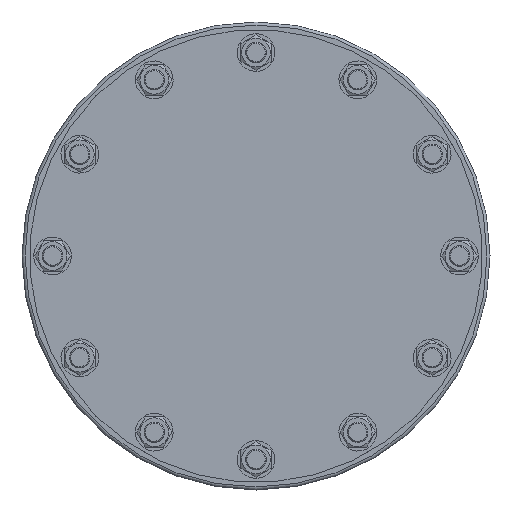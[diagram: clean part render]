
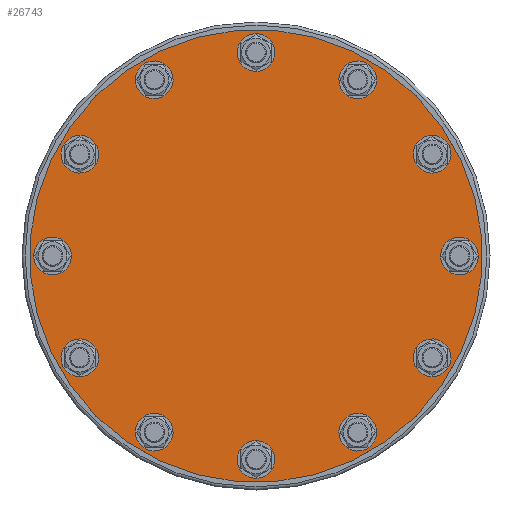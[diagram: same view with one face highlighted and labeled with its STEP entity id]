
A CAD part, left-side view. The second image highlights one B-rep face of the part: STEP entity #26743.
In plain terms, the highlighted planar face has unit normal (-1, 0, 0).
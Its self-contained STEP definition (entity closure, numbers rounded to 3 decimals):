
#8124=PLANE('',#28103);
#8376=FACE_BOUND('',#11397,.T.);
#8377=FACE_BOUND('',#11398,.T.);
#8378=FACE_BOUND('',#11399,.T.);
#8379=FACE_BOUND('',#11400,.T.);
#8380=FACE_BOUND('',#11401,.T.);
#8381=FACE_BOUND('',#11402,.T.);
#8382=FACE_BOUND('',#11403,.T.);
#8383=FACE_BOUND('',#11404,.T.);
#8384=FACE_BOUND('',#11405,.T.);
#8385=FACE_BOUND('',#11406,.T.);
#8386=FACE_BOUND('',#11407,.T.);
#8387=FACE_BOUND('',#11408,.T.);
#9768=FACE_OUTER_BOUND('',#11396,.T.);
#11396=EDGE_LOOP('',(#25195));
#11397=EDGE_LOOP('',(#25196));
#11398=EDGE_LOOP('',(#25197));
#11399=EDGE_LOOP('',(#25198));
#11400=EDGE_LOOP('',(#25199));
#11401=EDGE_LOOP('',(#25200));
#11402=EDGE_LOOP('',(#25201));
#11403=EDGE_LOOP('',(#25202));
#11404=EDGE_LOOP('',(#25203));
#11405=EDGE_LOOP('',(#25204));
#11406=EDGE_LOOP('',(#25205));
#11407=EDGE_LOOP('',(#25206));
#11408=EDGE_LOOP('',(#25207));
#11833=CIRCLE('',#28066,11.);
#11835=CIRCLE('',#28069,11.);
#11837=CIRCLE('',#28072,11.);
#11839=CIRCLE('',#28075,11.);
#11841=CIRCLE('',#28078,11.);
#11843=CIRCLE('',#28081,11.);
#11845=CIRCLE('',#28084,11.);
#11847=CIRCLE('',#28087,11.);
#11849=CIRCLE('',#28090,11.);
#11851=CIRCLE('',#28093,11.);
#11853=CIRCLE('',#28096,11.);
#11855=CIRCLE('',#28099,11.);
#11858=CIRCLE('',#28104,222.5);
#14269=VERTEX_POINT('',#50806);
#14271=VERTEX_POINT('',#50811);
#14273=VERTEX_POINT('',#50816);
#14275=VERTEX_POINT('',#50821);
#14277=VERTEX_POINT('',#50826);
#14279=VERTEX_POINT('',#50831);
#14281=VERTEX_POINT('',#50836);
#14283=VERTEX_POINT('',#50841);
#14285=VERTEX_POINT('',#50846);
#14287=VERTEX_POINT('',#50851);
#14289=VERTEX_POINT('',#50856);
#14291=VERTEX_POINT('',#50861);
#14294=VERTEX_POINT('',#50869);
#17914=EDGE_CURVE('',#14269,#14269,#11833,.T.);
#17916=EDGE_CURVE('',#14271,#14271,#11835,.T.);
#17918=EDGE_CURVE('',#14273,#14273,#11837,.T.);
#17920=EDGE_CURVE('',#14275,#14275,#11839,.T.);
#17922=EDGE_CURVE('',#14277,#14277,#11841,.T.);
#17924=EDGE_CURVE('',#14279,#14279,#11843,.T.);
#17926=EDGE_CURVE('',#14281,#14281,#11845,.T.);
#17928=EDGE_CURVE('',#14283,#14283,#11847,.T.);
#17930=EDGE_CURVE('',#14285,#14285,#11849,.T.);
#17932=EDGE_CURVE('',#14287,#14287,#11851,.T.);
#17934=EDGE_CURVE('',#14289,#14289,#11853,.T.);
#17936=EDGE_CURVE('',#14291,#14291,#11855,.T.);
#17939=EDGE_CURVE('',#14294,#14294,#11858,.T.);
#25195=ORIENTED_EDGE('',*,*,#17939,.F.);
#25196=ORIENTED_EDGE('',*,*,#17914,.T.);
#25197=ORIENTED_EDGE('',*,*,#17916,.T.);
#25198=ORIENTED_EDGE('',*,*,#17918,.T.);
#25199=ORIENTED_EDGE('',*,*,#17920,.T.);
#25200=ORIENTED_EDGE('',*,*,#17922,.T.);
#25201=ORIENTED_EDGE('',*,*,#17924,.T.);
#25202=ORIENTED_EDGE('',*,*,#17926,.T.);
#25203=ORIENTED_EDGE('',*,*,#17928,.T.);
#25204=ORIENTED_EDGE('',*,*,#17930,.T.);
#25205=ORIENTED_EDGE('',*,*,#17932,.T.);
#25206=ORIENTED_EDGE('',*,*,#17934,.T.);
#25207=ORIENTED_EDGE('',*,*,#17936,.T.);
#26743=ADVANCED_FACE('',(#9768,#8376,#8377,#8378,#8379,#8380,#8381,#8382,
#8383,#8384,#8385,#8386,#8387),#8124,.T.);
#28066=AXIS2_PLACEMENT_3D('',#50807,#32713,#32714);
#28069=AXIS2_PLACEMENT_3D('',#50812,#32719,#32720);
#28072=AXIS2_PLACEMENT_3D('',#50817,#32725,#32726);
#28075=AXIS2_PLACEMENT_3D('',#50822,#32731,#32732);
#28078=AXIS2_PLACEMENT_3D('',#50827,#32737,#32738);
#28081=AXIS2_PLACEMENT_3D('',#50832,#32743,#32744);
#28084=AXIS2_PLACEMENT_3D('',#50837,#32749,#32750);
#28087=AXIS2_PLACEMENT_3D('',#50842,#32755,#32756);
#28090=AXIS2_PLACEMENT_3D('',#50847,#32761,#32762);
#28093=AXIS2_PLACEMENT_3D('',#50852,#32767,#32768);
#28096=AXIS2_PLACEMENT_3D('',#50857,#32773,#32774);
#28099=AXIS2_PLACEMENT_3D('',#50862,#32779,#32780);
#28103=AXIS2_PLACEMENT_3D('',#50868,#32787,#32788);
#28104=AXIS2_PLACEMENT_3D('',#50870,#32789,#32790);
#32713=DIRECTION('center_axis',(1.,0.,0.));
#32714=DIRECTION('ref_axis',(0.,0.5,0.866));
#32719=DIRECTION('center_axis',(1.,0.,0.));
#32720=DIRECTION('ref_axis',(0.,0.866,0.5));
#32725=DIRECTION('center_axis',(1.,0.,0.));
#32726=DIRECTION('ref_axis',(0.,1.,0.));
#32731=DIRECTION('center_axis',(1.,0.,0.));
#32732=DIRECTION('ref_axis',(0.,0.866,-0.5));
#32737=DIRECTION('center_axis',(1.,0.,0.));
#32738=DIRECTION('ref_axis',(0.,0.5,-0.866));
#32743=DIRECTION('center_axis',(1.,0.,0.));
#32744=DIRECTION('ref_axis',(0.,0.,-1.));
#32749=DIRECTION('center_axis',(1.,0.,0.));
#32750=DIRECTION('ref_axis',(0.,-0.5,-0.866));
#32755=DIRECTION('center_axis',(1.,0.,0.));
#32756=DIRECTION('ref_axis',(0.,-0.866,-0.5));
#32761=DIRECTION('center_axis',(1.,0.,0.));
#32762=DIRECTION('ref_axis',(0.,-1.,0.));
#32767=DIRECTION('center_axis',(1.,0.,0.));
#32768=DIRECTION('ref_axis',(0.,-0.866,0.5));
#32773=DIRECTION('center_axis',(1.,0.,0.));
#32774=DIRECTION('ref_axis',(0.,-0.5,0.866));
#32779=DIRECTION('center_axis',(1.,0.,0.));
#32780=DIRECTION('ref_axis',(0.,0.,1.));
#32787=DIRECTION('center_axis',(-1.,0.,0.));
#32788=DIRECTION('ref_axis',(0.,0.,1.));
#32789=DIRECTION('center_axis',(1.,0.,0.));
#32790=DIRECTION('ref_axis',(0.,1.,0.));
#50806=CARTESIAN_POINT('',(0.,135.921,-150.948));
#50807=CARTESIAN_POINT('Origin',(0.,141.421,
-141.421));
#50811=CARTESIAN_POINT('',(0.,42.238,-198.685));
#50812=CARTESIAN_POINT('Origin',(0.,51.764,
-193.185));
#50816=CARTESIAN_POINT('',(0.,-62.764,-193.185));
#50817=CARTESIAN_POINT('Origin',(0.,-51.764,
-193.185));
#50821=CARTESIAN_POINT('',(0.,-150.948,-135.921));
#50822=CARTESIAN_POINT('Origin',(0.,-141.421,
-141.421));
#50826=CARTESIAN_POINT('',(0.,-198.685,-42.238));
#50827=CARTESIAN_POINT('Origin',(0.,-193.185,
-51.764));
#50831=CARTESIAN_POINT('',(0.,-193.185,62.764));
#50832=CARTESIAN_POINT('Origin',(0.,-193.185,
51.764));
#50836=CARTESIAN_POINT('',(0.,-135.921,150.948));
#50837=CARTESIAN_POINT('Origin',(0.,-141.421,
141.421));
#50841=CARTESIAN_POINT('',(0.,-42.238,198.685));
#50842=CARTESIAN_POINT('Origin',(0.,-51.764,
193.185));
#50846=CARTESIAN_POINT('',(0.,62.764,193.185));
#50847=CARTESIAN_POINT('Origin',(0.,51.764,
193.185));
#50851=CARTESIAN_POINT('',(0.,150.948,135.921));
#50852=CARTESIAN_POINT('Origin',(0.,141.421,
141.421));
#50856=CARTESIAN_POINT('',(0.,198.685,42.238));
#50857=CARTESIAN_POINT('Origin',(0.,193.185,
51.764));
#50861=CARTESIAN_POINT('',(0.,193.185,-62.764));
#50862=CARTESIAN_POINT('Origin',(0.,193.185,
-51.764));
#50868=CARTESIAN_POINT('Origin',(0.,111.25,0.));
#50869=CARTESIAN_POINT('',(0.,222.5,0.));
#50870=CARTESIAN_POINT('Origin',(0.,0.,0.));
